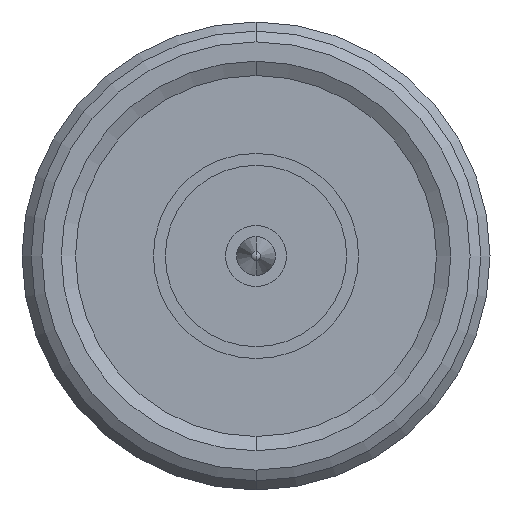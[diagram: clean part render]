
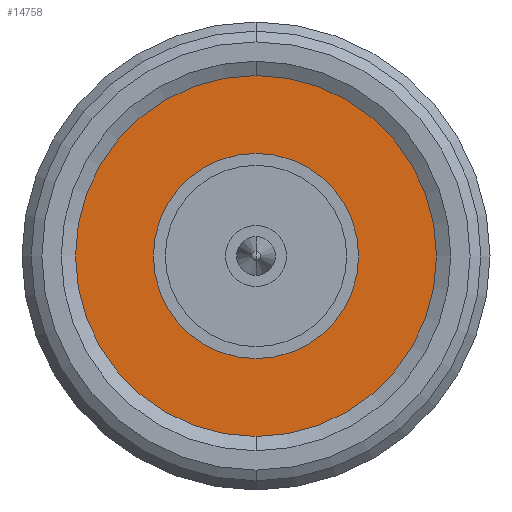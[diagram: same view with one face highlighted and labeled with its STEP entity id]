
A CAD part, left-side view. The second image highlights one B-rep face of the part: STEP entity #14758.
In plain terms, the highlighted face is planar.
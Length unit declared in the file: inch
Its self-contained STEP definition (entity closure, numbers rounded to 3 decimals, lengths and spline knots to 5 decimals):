
#226 = AXIS2_PLACEMENT_3D ( 'NONE', #9384, #2272, #7414 ) ;
#283 = EDGE_CURVE ( 'NONE', #9512, #9824, #1269, .T. ) ;
#465 = DIRECTION ( 'NONE',  ( 1., 0., 0. ) ) ;
#775 = ORIENTED_EDGE ( 'NONE', *, *, #11533, .F. ) ;
#1269 = CIRCLE ( 'NONE', #6131, 0.17268 ) ;
#1495 = CARTESIAN_POINT ( 'NONE',  ( 0.0218, 0., 0. ) ) ;
#1519 = CIRCLE ( 'NONE', #14729, 0.35915 ) ;
#1759 = FACE_OUTER_BOUND ( 'NONE', #6370, .T. ) ;
#2272 = DIRECTION ( 'NONE',  ( -1., 0., 0. ) ) ;
#2537 = AXIS2_PLACEMENT_3D ( 'NONE', #6539, #5206, #8142 ) ;
#2658 = AXIS2_PLACEMENT_3D ( 'NONE', #1495, #465, #7863 ) ;
#3595 = EDGE_LOOP ( 'NONE', ( #4118, #10355 ) ) ;
#4118 = ORIENTED_EDGE ( 'NONE', *, *, #7939, .T. ) ;
#4339 = CARTESIAN_POINT ( 'NONE',  ( 0.0218, 0., 0.17268 ) ) ;
#4359 = EDGE_CURVE ( 'NONE', #7996, #6035, #1519, .T. ) ;
#4681 = FACE_BOUND ( 'NONE', #3595, .T. ) ;
#4989 = CARTESIAN_POINT ( 'NONE',  ( 0.0218, 0., -0.17268 ) ) ;
#5196 = CARTESIAN_POINT ( 'NONE',  ( 0.0218, 0., 0. ) ) ;
#5206 = DIRECTION ( 'NONE',  ( -1., 0., 0. ) ) ;
#6035 = VERTEX_POINT ( 'NONE', #8958 ) ;
#6131 = AXIS2_PLACEMENT_3D ( 'NONE', #6139, #7493, #8767 ) ;
#6139 = CARTESIAN_POINT ( 'NONE',  ( 0.0218, 0., 0. ) ) ;
#6370 = EDGE_LOOP ( 'NONE', ( #775, #12142 ) ) ;
#6539 = CARTESIAN_POINT ( 'NONE',  ( 0.0218, 0., 0. ) ) ;
#7414 = DIRECTION ( 'NONE',  ( 0., 0., 1. ) ) ;
#7493 = DIRECTION ( 'NONE',  ( -1., 0., 0. ) ) ;
#7863 = DIRECTION ( 'NONE',  ( 0., 0., -1. ) ) ;
#7914 = DIRECTION ( 'NONE',  ( 0., 0., 1. ) ) ;
#7939 = EDGE_CURVE ( 'NONE', #9824, #9512, #14538, .T. ) ;
#7996 = VERTEX_POINT ( 'NONE', #8404 ) ;
#8142 = DIRECTION ( 'NONE',  ( 0., 0., 1. ) ) ;
#8404 = CARTESIAN_POINT ( 'NONE',  ( 0.0218, 0., -0.35915 ) ) ;
#8718 = CIRCLE ( 'NONE', #226, 0.35915 ) ;
#8767 = DIRECTION ( 'NONE',  ( 0., 0., 1. ) ) ;
#8958 = CARTESIAN_POINT ( 'NONE',  ( 0.0218, 0., 0.35915 ) ) ;
#9384 = CARTESIAN_POINT ( 'NONE',  ( 0.0218, 0., 0. ) ) ;
#9512 = VERTEX_POINT ( 'NONE', #4989 ) ;
#9824 = VERTEX_POINT ( 'NONE', #4339 ) ;
#10355 = ORIENTED_EDGE ( 'NONE', *, *, #283, .T. ) ;
#11533 = EDGE_CURVE ( 'NONE', #6035, #7996, #8718, .T. ) ;
#12142 = ORIENTED_EDGE ( 'NONE', *, *, #4359, .F. ) ;
#13066 = PLANE ( 'NONE',  #2658 ) ;
#14223 = DIRECTION ( 'NONE',  ( -1., 0., 0. ) ) ;
#14538 = CIRCLE ( 'NONE', #2537, 0.17268 ) ;
#14729 = AXIS2_PLACEMENT_3D ( 'NONE', #5196, #14223, #7914 ) ;
#14758 = ADVANCED_FACE ( 'NONE', ( #4681, #1759 ), #13066, .T. ) ;
